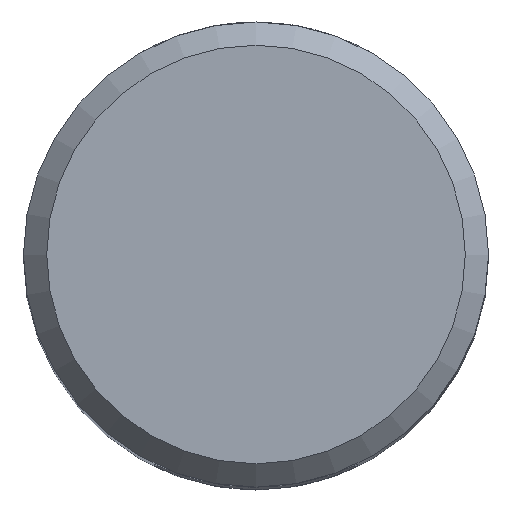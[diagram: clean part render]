
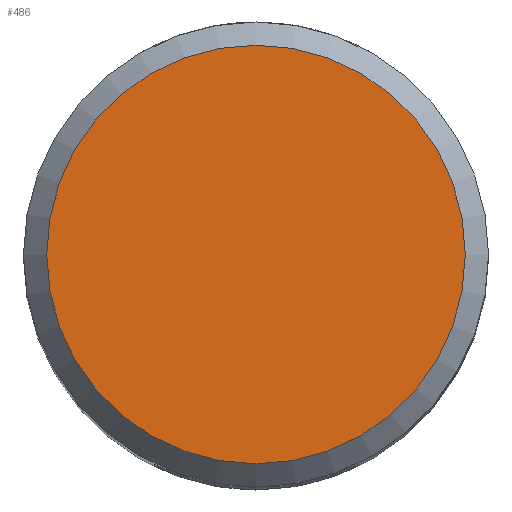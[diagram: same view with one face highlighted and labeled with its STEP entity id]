
A CAD part, top view. The second image highlights one B-rep face of the part: STEP entity #486.
In plain terms, the highlighted planar face has unit normal (0, 0, 1).
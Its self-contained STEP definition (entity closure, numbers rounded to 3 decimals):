
#486=ADVANCED_FACE('',(#652),#594,.T.);
#594=PLANE('',#2158);
#652=FACE_OUTER_BOUND('',#759,.T.);
#759=EDGE_LOOP('',(#898));
#898=ORIENTED_EDGE('',*,*,#1724,.T.);
#1513=VERTEX_POINT('',#2939);
#1724=EDGE_CURVE('',#1513,#1513,#2026,.T.);
#2026=CIRCLE('',#2154,9.);
#2154=AXIS2_PLACEMENT_3D('',#2938,#2372,#2373);
#2158=AXIS2_PLACEMENT_3D('',#2944,#2380,#2381);
#2372=DIRECTION('',(0.,0.,1.));
#2373=DIRECTION('',(1.,0.,0.));
#2380=DIRECTION('',(0.,0.,1.));
#2381=DIRECTION('',(-1.,0.,0.));
#2938=CARTESIAN_POINT('',(0.,0.,0.));
#2939=CARTESIAN_POINT('',(9.,0.,0.));
#2944=CARTESIAN_POINT('',(0.,2.25,0.));
